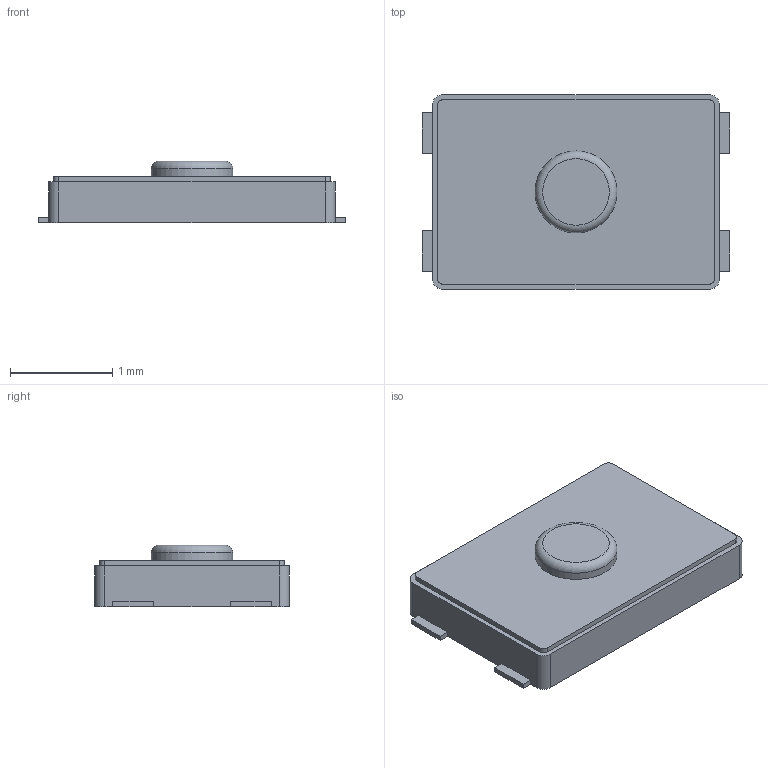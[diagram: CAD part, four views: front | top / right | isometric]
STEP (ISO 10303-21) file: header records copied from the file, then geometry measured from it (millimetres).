
FILE_DESCRIPTION(/* description */ (''),/* implementation_level */ '2;1');
FILE_NAME(/* name */ 'SW_T1A2QR.step',/* time_stamp */ '2024-07-13T17:02:15+02:00',/* author */ (''),/* organization */ (''),/* preprocessor_version */ 'ST-DEVELOPER v20',/* originating_system */ 'Autodesk Translation Framework v13.14.0.145',/* authorisation */ '');
FILE_SCHEMA (('AUTOMOTIVE_DESIGN { 1 0 10303 214 3 1 1 }'));
Length unit declared in the file: millimetre
Products named in the file (1): T1A2QR
Bounding box: 3 x 1.9 x 0.6 mm (x, y, z)
Volume: 2.4 mm3; surface area: 17 mm2
Topology: 6 solids, 6 shells, 63 faces, 150 edges, 100 vertices
Faces by surface type: plane 53, cylinder 9, torus 1
Full cylindrical faces by diameter (mm): 0.8 x1
Entity records: 1870 total; most frequent: CARTESIAN_POINT 314, ORIENTED_EDGE 300, DIRECTION 299, EDGE_CURVE 150, LINE 129, VECTOR 129, VERTEX_POINT 100, AXIS2_PLACEMENT_3D 85
